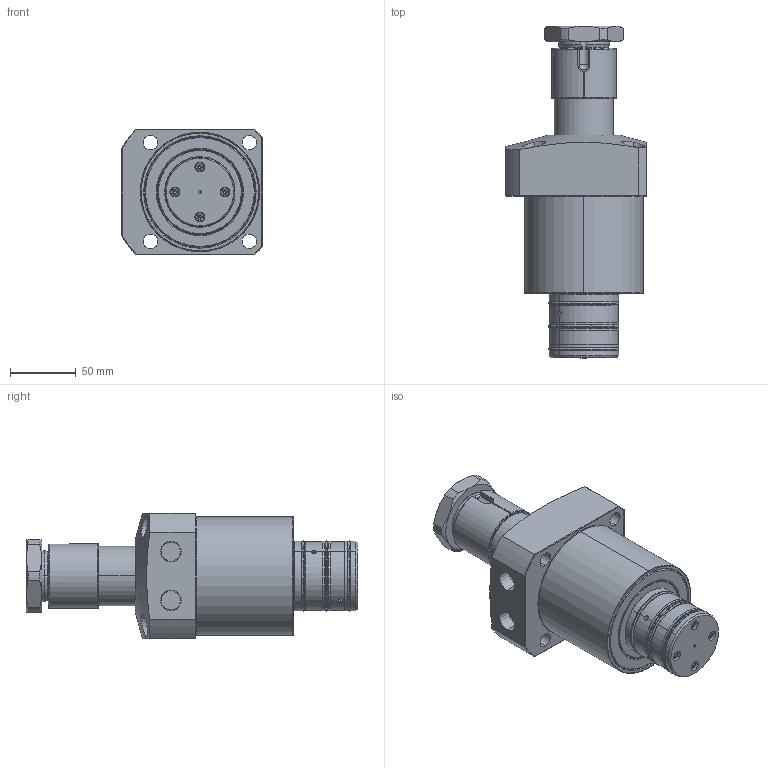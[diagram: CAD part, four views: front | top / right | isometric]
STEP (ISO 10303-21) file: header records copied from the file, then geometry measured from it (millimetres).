
FILE_DESCRIPTION (( 'STEP AP203' ), '1' );
FILE_NAME ('LHA0900-SRM.STEP', '2019-09-24T02:38:40', ( '微软用户' ), ( '微软中国' ), 'SwSTEP 2.0', 'SolidWorks 2012', '' );
FILE_SCHEMA (( 'CONFIG_CONTROL_DESIGN' ));
Length unit declared in the file: millimetre
Products named in the file (9): LHA0900-SRM; 6妏寠晅无倌_M4(45); LHA0750-玅帡椔溹; LHA0900-簸忣諍匏_; LHA0900-ů_; LHA0900-楓羔筳; LHA0900-D菛巍; LHA0900-咂衝椳紕_蹬怮椔); LHA0900-槭暌滀S(蹬怮椔)_1
Assembly tree (11 placements, depth 2):
  LHA0900-SRM
    LHA0900-槭暌滀S(蹬怮椔)_1
    LHA0900-咂衝椳紕_蹬怮椔)
    LHA0900-D菛巍
    LHA0900-楓羔筳
    LHA0900-ů_
    LHA0900-簸忣諍匏_
    LHA0750-玅帡椔溹
    6妏寠晅无倌_M4(45)  x4
Bounding box: 107 x 252 x 95 mm (x, y, z)
Volume: 1130718.7 mm3; surface area: 133285.7 mm2
Topology: 14 solids, 14 shells, 461 faces, 1002 edges, 594 vertices
Faces by surface type: plane 151, cylinder 143, cone 97, bspline 70
Entity records: 15500 total; most frequent: CARTESIAN_POINT 6458, DIRECTION 1700, ORIENTED_EDGE 1658, EDGE_CURVE 829, AXIS2_PLACEMENT_3D 715, VERTEX_POINT 513, EDGE_LOOP 430, CIRCLE 403
